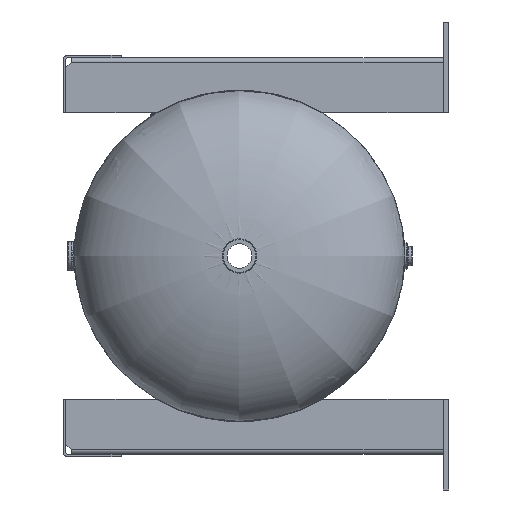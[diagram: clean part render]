
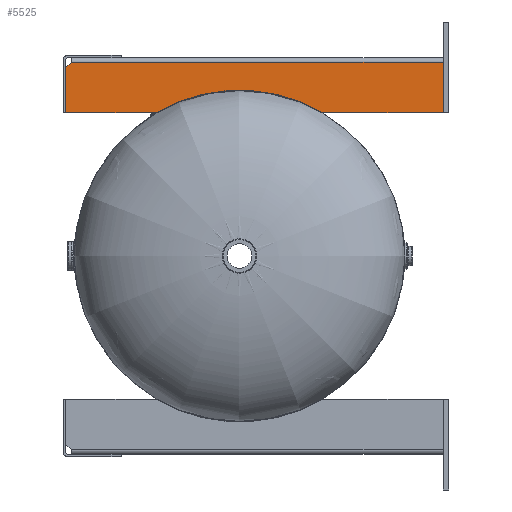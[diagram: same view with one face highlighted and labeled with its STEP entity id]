
A CAD part, left-side view. The second image highlights one B-rep face of the part: STEP entity #5525.
In plain terms, the highlighted planar face has unit normal (-1, 0, 0).
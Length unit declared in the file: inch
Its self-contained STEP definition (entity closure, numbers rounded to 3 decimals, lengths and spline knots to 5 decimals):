
#359=CIRCLE('',#6021,15.0625);
#809=LINE('',#10879,#1329);
#819=LINE('',#10901,#1339);
#820=LINE('',#10905,#1340);
#821=LINE('',#10907,#1341);
#822=LINE('',#10911,#1342);
#823=LINE('',#10912,#1343);
#1329=VECTOR('',#7217,0.3937);
#1339=VECTOR('',#7237,0.3937);
#1340=VECTOR('',#7242,0.33104);
#1341=VECTOR('',#7243,0.3937);
#1342=VECTOR('',#7246,0.3937);
#1343=VECTOR('',#7247,0.3937);
#1589=PLANE('',#6020);
#2006=FACE_OUTER_BOUND('',#2431,.T.);
#2431=EDGE_LOOP('',(#4998,#4999,#5000,#5001,#5002,#5003,#5004));
#2987=VERTEX_POINT('',#10872);
#2989=VERTEX_POINT('',#10878);
#2996=VERTEX_POINT('',#10900);
#2997=VERTEX_POINT('',#10904);
#2998=VERTEX_POINT('',#10906);
#2999=VERTEX_POINT('',#10908);
#3000=VERTEX_POINT('',#10910);
#3664=EDGE_CURVE('',#2987,#2989,#809,.T.);
#3675=EDGE_CURVE('',#2996,#2987,#819,.T.);
#3677=EDGE_CURVE('',#2997,#2989,#820,.T.);
#3678=EDGE_CURVE('',#2998,#2997,#821,.T.);
#3679=EDGE_CURVE('',#2998,#2999,#359,.T.);
#3680=EDGE_CURVE('',#3000,#2999,#822,.T.);
#3681=EDGE_CURVE('',#2996,#3000,#823,.T.);
#4998=ORIENTED_EDGE('',*,*,#3664,.T.);
#4999=ORIENTED_EDGE('',*,*,#3677,.F.);
#5000=ORIENTED_EDGE('',*,*,#3678,.F.);
#5001=ORIENTED_EDGE('',*,*,#3679,.T.);
#5002=ORIENTED_EDGE('',*,*,#3680,.F.);
#5003=ORIENTED_EDGE('',*,*,#3681,.F.);
#5004=ORIENTED_EDGE('',*,*,#3675,.T.);
#5525=ADVANCED_FACE('',(#2006),#1589,.T.);
#6020=AXIS2_PLACEMENT_3D('',#10903,#7240,#7241);
#6021=AXIS2_PLACEMENT_3D('',#10909,#7244,#7245);
#7217=DIRECTION('',(0.,0.707,-0.707));
#7237=DIRECTION('',(0.,1.,0.));
#7240=DIRECTION('center_axis',(-1.,0.,0.));
#7241=DIRECTION('ref_axis',(0.,0.,1.));
#7242=DIRECTION('',(0.,0.,1.));
#7243=DIRECTION('',(0.,1.,0.));
#7244=DIRECTION('center_axis',(1.,0.,0.));
#7245=DIRECTION('ref_axis',(0.,-1.,0.));
#7246=DIRECTION('',(0.,1.,0.));
#7247=DIRECTION('',(0.,0.,-1.));
#10872=CARTESIAN_POINT('',(-4.5,34.2758,-0.4293));
#10878=CARTESIAN_POINT('',(-4.5,34.7758,-0.9293));
#10879=CARTESIAN_POINT('',(-4.5,30.62266,3.22384));
#10900=CARTESIAN_POINT('',(-4.5,0.5,-0.4293));
#10901=CARTESIAN_POINT('',(-4.5,17.6379,-0.4293));
#10903=CARTESIAN_POINT('Origin',(-4.5,17.6379,-2.45465));
#10904=CARTESIAN_POINT('',(-4.5,34.7758,-5.));
#10905=CARTESIAN_POINT('',(-4.5,34.7758,0.6107));
#10906=CARTESIAN_POINT('',(-4.5,26.56356,-5.));
#10907=CARTESIAN_POINT('',(-4.5,0.5,-5.));
#10908=CARTESIAN_POINT('',(-4.5,11.43644,-5.));
#10909=CARTESIAN_POINT('Origin',(-4.5,19.,-18.0258));
#10910=CARTESIAN_POINT('',(-4.5,0.5,-5.));
#10911=CARTESIAN_POINT('',(-4.5,0.5,-5.));
#10912=CARTESIAN_POINT('',(-4.5,0.5,-0.4293));
